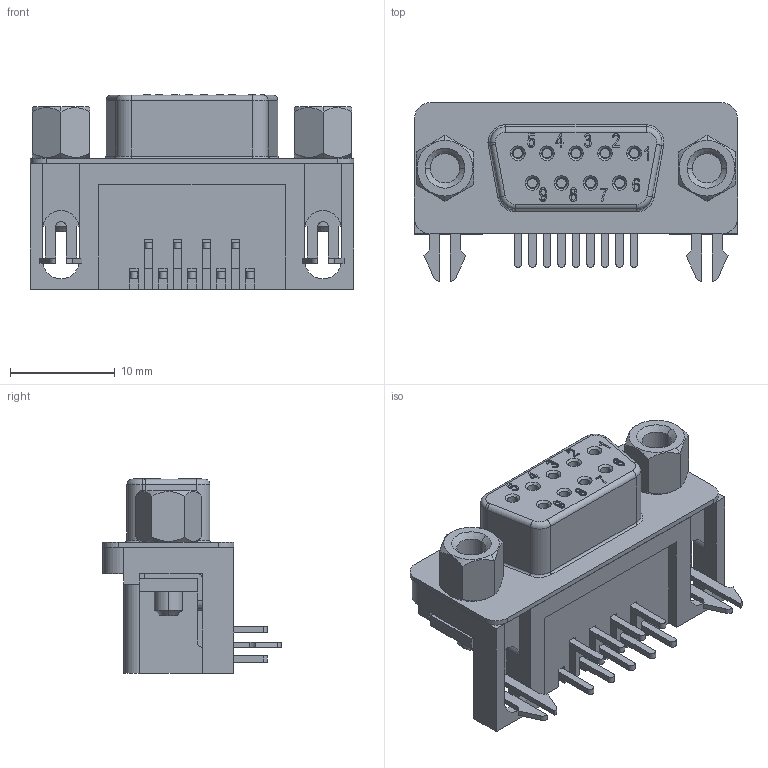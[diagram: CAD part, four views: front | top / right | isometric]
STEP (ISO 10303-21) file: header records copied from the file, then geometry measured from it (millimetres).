
FILE_DESCRIPTION (( 'STEP AP214' ), '1' );
FILE_NAME ('DB9 - 203-09SCKKBE.STEP', '2014-11-26T17:59:21', ( 'Alexandre' ), ( '' ), 'SwSTEP 2.0', 'SolidWorks 2013', '' );
FILE_SCHEMA (( 'AUTOMOTIVE_DESIGN' ));
Length unit declared in the file: millimetre
Products named in the file (8): Pino grande; Pino pequeno; Porca; Parafuso sextavado; Trava; Chapa frontal; Corpo plastico; DB9 - 203-09SCKKBE
Assembly tree (17 placements, depth 2):
  DB9 - 203-09SCKKBE
    Corpo plastico
    Chapa frontal
    Trava  x2
    Parafuso sextavado  x2
    Porca  x2
    Pino pequeno  x4
    Pino grande  x5
Bounding box: 30.81 x 17 x 18.55 mm (x, y, z)
Volume: 3962.6 mm3; surface area: 4224.1 mm2
Topology: 17 solids, 17 shells, 498 faces, 1264 edges, 824 vertices
Faces by surface type: plane 261, cylinder 118, bspline 75, cone 34, torus 10
Entity records: 19184 total; most frequent: CARTESIAN_POINT 7031, ORIENTED_EDGE 2064, DIRECTION 1774, EDGE_CURVE 1032, VERTEX_POINT 672, LINE 648, VECTOR 648, AXIS2_PLACEMENT_3D 563
